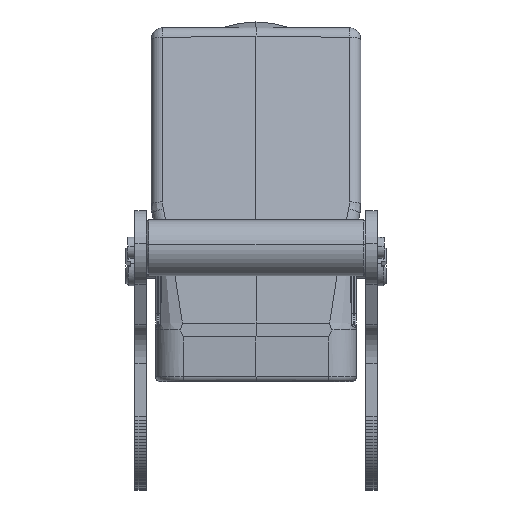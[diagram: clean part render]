
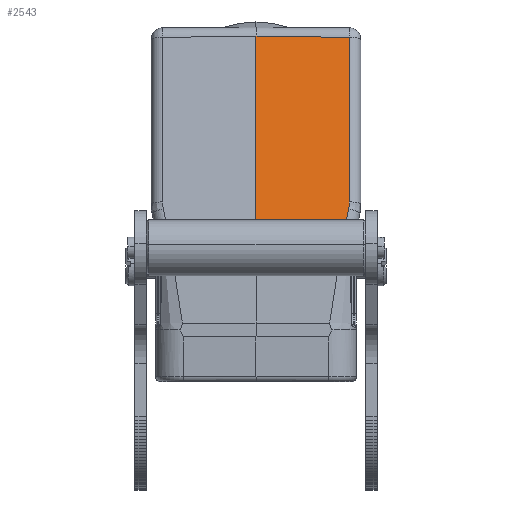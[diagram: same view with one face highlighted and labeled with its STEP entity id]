
A CAD part, top view. The second image highlights one B-rep face of the part: STEP entity #2543.
In plain terms, the highlighted planar face has unit normal (0.009, 0.19, 0.982).
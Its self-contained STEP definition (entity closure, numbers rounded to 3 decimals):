
#710=B_SPLINE_CURVE_WITH_KNOTS('',3,(#30482,#30483,#30484,#30485),
 .UNSPECIFIED.,.F.,.F.,(4,4),(0.,1.),.UNSPECIFIED.);
#2543=ADVANCED_FACE('',(#3671),#2998,.T.);
#2998=PLANE('',#15794);
#3671=FACE_OUTER_BOUND('',#4567,.T.);
#4567=EDGE_LOOP('',(#8007,#8008,#8009,#8010,#8011,#8012));
#8007=ORIENTED_EDGE('',*,*,#12173,.T.);
#8008=ORIENTED_EDGE('',*,*,#12183,.F.);
#8009=ORIENTED_EDGE('',*,*,#12184,.F.);
#8010=ORIENTED_EDGE('',*,*,#12185,.T.);
#8011=ORIENTED_EDGE('',*,*,#12186,.T.);
#8012=ORIENTED_EDGE('',*,*,#12182,.F.);
#9631=VERTEX_POINT('',#22575);
#10198=VERTEX_POINT('',#30455);
#10199=VERTEX_POINT('',#30456);
#10202=VERTEX_POINT('',#30474);
#10203=VERTEX_POINT('',#30479);
#10204=VERTEX_POINT('',#30481);
#12173=EDGE_CURVE('',#10198,#10199,#13506,.T.);
#12182=EDGE_CURVE('',#10198,#10202,#13510,.T.);
#12183=EDGE_CURVE('',#9631,#10199,#13511,.T.);
#12184=EDGE_CURVE('',#10203,#9631,#13512,.T.);
#12185=EDGE_CURVE('',#10203,#10204,#13513,.T.);
#12186=EDGE_CURVE('',#10204,#10202,#710,.T.);
#13506=LINE('',#30454,#14524);
#13510=LINE('',#30475,#14528);
#13511=LINE('',#30477,#14529);
#13512=LINE('',#30478,#14530);
#13513=LINE('',#30480,#14531);
#14524=VECTOR('',#19110,1.);
#14528=VECTOR('',#19130,1.);
#14529=VECTOR('',#19133,1.);
#14530=VECTOR('',#19134,1.);
#14531=VECTOR('',#19135,1.);
#15794=AXIS2_PLACEMENT_3D('',#30486,#19136,#19137);
#19110=DIRECTION('',(-1.,0.009,0.007));
#19130=DIRECTION('',(0.,-0.982,0.19));
#19133=DIRECTION('',(0.,0.982,-0.19));
#19134=DIRECTION('',(-1.,0.,0.009));
#19135=DIRECTION('',(0.193,0.963,-0.188));
#19136=DIRECTION('',(0.009,0.19,0.982));
#19137=DIRECTION('',(0.,-0.982,0.19));
#22575=CARTESIAN_POINT('',(0.,-21.241,44.49));
#30454=CARTESIAN_POINT('',(20.022,19.215,36.497));
#30455=CARTESIAN_POINT('',(20.022,19.215,36.497));
#30456=CARTESIAN_POINT('',(0.,19.39,36.641));
#30474=CARTESIAN_POINT('',(20.022,-16.12,43.323));
#30475=CARTESIAN_POINT('',(20.022,19.215,36.497));
#30477=CARTESIAN_POINT('',(0.,-21.241,44.49));
#30478=CARTESIAN_POINT('',(19.146,-21.241,44.32));
#30479=CARTESIAN_POINT('',(19.146,-21.241,44.32));
#30480=CARTESIAN_POINT('',(19.146,-21.241,44.32));
#30481=CARTESIAN_POINT('',(19.876,-17.591,43.609));
#30482=CARTESIAN_POINT('',(19.876,-17.591,43.609));
#30483=CARTESIAN_POINT('',(19.973,-17.107,43.514));
#30484=CARTESIAN_POINT('',(20.022,-16.614,43.419));
#30485=CARTESIAN_POINT('',(20.022,-16.12,43.323));
#30486=CARTESIAN_POINT('',(0.,-22.585,44.75));
